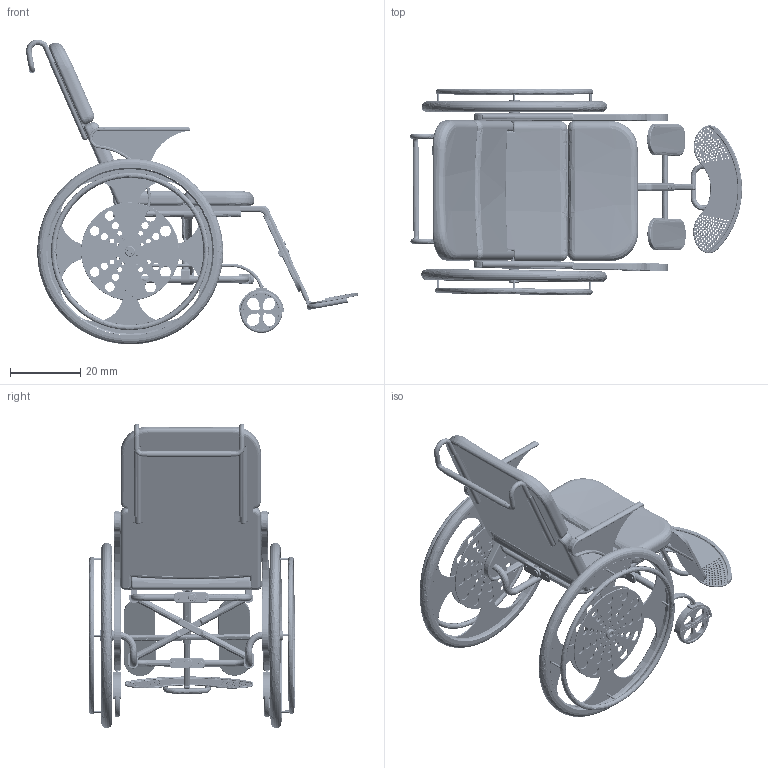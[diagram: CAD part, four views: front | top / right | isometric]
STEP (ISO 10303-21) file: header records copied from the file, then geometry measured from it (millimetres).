
FILE_DESCRIPTION(('FreeCAD Model'),'2;1');
FILE_NAME('Open CASCADE Shape Model','2025-04-29T07:00:18',('FreeCAD'),( 'FreeCAD'),'Open CASCADE STEP processor 7.6','FreeCAD','Unknown');
FILE_SCHEMA(('AUTOMOTIVE_DESIGN { 1 0 10303 214 1 1 1 1 }'));
Products named in the file (1): Open CASCADE STEP translator 7.6 1
Bounding box: 94.77 x 58.73 x 87 mm (x, y, z)
Surface area: 29790.2 mm2 (no closed solid volume)
Topology: 0 solids, 3023 shells, 3023 faces, 43849 edges, 43753 vertices
Faces by surface type: revolution 2007, bspline 1016
Entity records: 414503 total; most frequent: CARTESIAN_POINT 184563, ORIENTED_EDGE 43753, EDGE_CURVE 43753, VERTEX_POINT 43751, B_SPLINE_CURVE_WITH_KNOTS 33411, DIRECTION 18792, LINE 7541, VECTOR 7541
